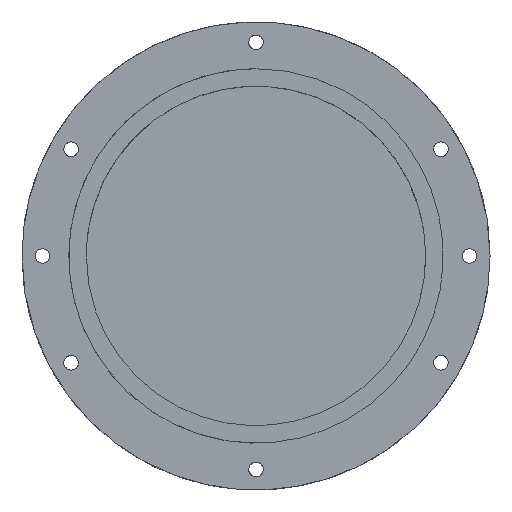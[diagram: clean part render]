
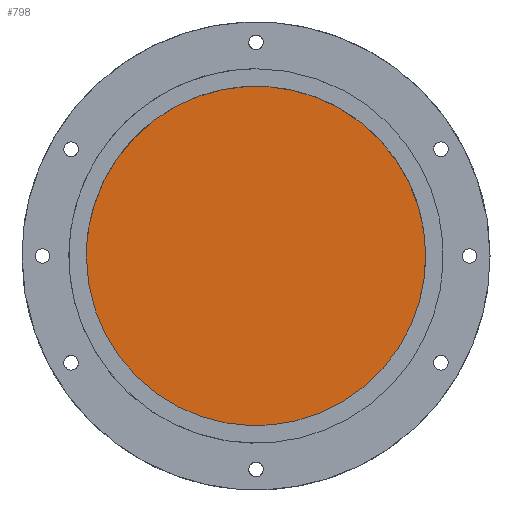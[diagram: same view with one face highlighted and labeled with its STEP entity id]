
A CAD part, top view. The second image highlights one B-rep face of the part: STEP entity #798.
In plain terms, the highlighted free-form (B-spline) face has degree [1, 1] with [2, 2] control points.
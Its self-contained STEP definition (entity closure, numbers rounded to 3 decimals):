
#21 = EDGE_CURVE('',#22,#22,#24,.T.);
#22 = VERTEX_POINT('',#23);
#23 = CARTESIAN_POINT('',(-106.299,-14.45,8.));
#24 = ( BOUNDED_CURVE() B_SPLINE_CURVE(2,(#25,#26,#27,#28,#29,#30,#31,
#32,#33),.UNSPECIFIED.,.T.,.F.) B_SPLINE_CURVE_WITH_KNOTS((3,2,2,2,3),(
    -3.142,-1.571,0.,1.571,3.142),
.UNSPECIFIED.) CURVE() GEOMETRIC_REPRESENTATION_ITEM() 
RATIONAL_B_SPLINE_CURVE((1.,0.707,1.,0.707,1.,
0.707,1.,0.707,1.)) REPRESENTATION_ITEM('') );
#25 = CARTESIAN_POINT('',(-106.299,-14.45,8.));
#26 = CARTESIAN_POINT('',(-106.299,-43.45,8.));
#27 = CARTESIAN_POINT('',(-77.299,-43.45,8.));
#28 = CARTESIAN_POINT('',(-48.299,-43.45,8.));
#29 = CARTESIAN_POINT('',(-48.299,-14.45,8.));
#30 = CARTESIAN_POINT('',(-48.299,14.55,8.));
#31 = CARTESIAN_POINT('',(-77.299,14.55,8.));
#32 = CARTESIAN_POINT('',(-106.299,14.55,8.));
#33 = CARTESIAN_POINT('',(-106.299,-14.45,8.));
#798 = ADVANCED_FACE('',(#799),#802,.T.);
#799 = FACE_BOUND('',#800,.T.);
#800 = EDGE_LOOP('',(#801));
#801 = ORIENTED_EDGE('',*,*,#21,.T.);
#802 = B_SPLINE_SURFACE_WITH_KNOTS('',1,1,(
    (#803,#804)
    ,(#805,#806
  )),.UNSPECIFIED.,.F.,.F.,.F.,(2,2),(2,2),(-29.001,29.001),(-29.001,
    29.001),.PIECEWISE_BEZIER_KNOTS.);
#803 = CARTESIAN_POINT('',(-106.3,-43.451,8.));
#804 = CARTESIAN_POINT('',(-106.3,14.551,8.));
#805 = CARTESIAN_POINT('',(-48.298,-43.451,8.));
#806 = CARTESIAN_POINT('',(-48.298,14.551,8.));
